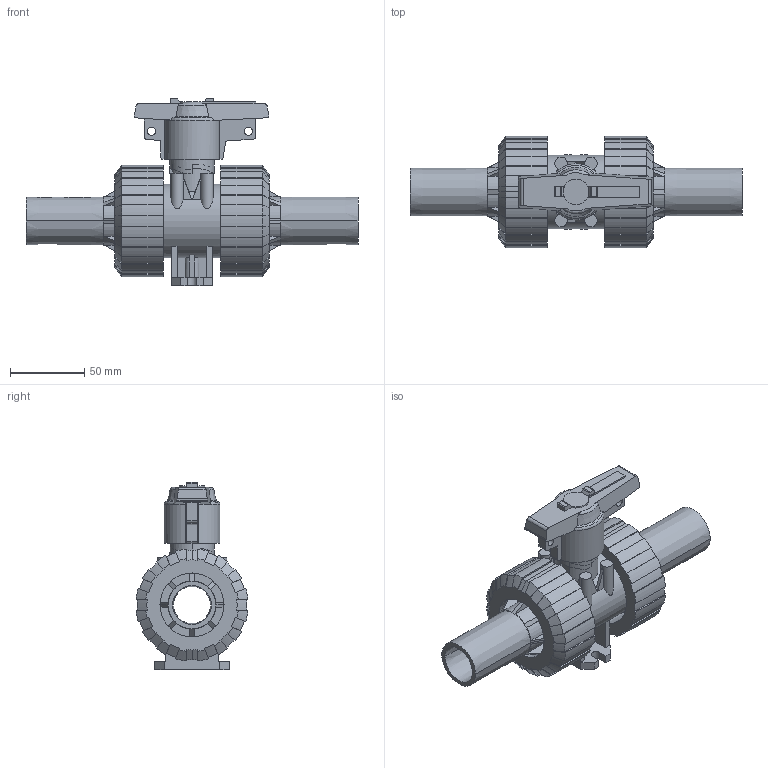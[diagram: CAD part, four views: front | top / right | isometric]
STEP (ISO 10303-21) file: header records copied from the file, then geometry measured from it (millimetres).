
FILE_DESCRIPTION(('STEP AP214'),'1');
FILE_NAME('cctmp_DC8AC117-E612-45FF-ABEB-1BE27E056C2B_2021_10_21_08_16_23_0663..stp','2021-10-21T06:16:24',('Praher Valves GmbH'),('CADClick - www.CADClick.com'),'Spatial InterOp 3D',' ','unknown authorization');
FILE_SCHEMA(('AUTOMOTIVE_DESIGN'));
Length unit declared in the file: millimetre
Products named in the file (7): cc_unnamed; 210549_5; 210549_4; 210549_3; 210549_2; 210549_1; 210549
Assembly tree (6 placements, depth 2):
  cc_unnamed
    210549_5
    210549_4
    210549_3
    210549_2
    210549_1
    210549
Bounding box: 223 x 75.17 x 125.93 mm (x, y, z)
Volume: 383810.9 mm3; surface area: 119711.9 mm2
Topology: 6 solids, 6 shells, 518 faces, 1482 edges, 982 vertices
Faces by surface type: plane 250, cylinder 142, cone 120, torus 6
Entity records: 22075 total; most frequent: CARTESIAN_POINT 4338, ORIENTED_EDGE 2964, DIRECTION 2770, EDGE_CURVE 1482, AXIS2_PLACEMENT_3D 1021, VERTEX_POINT 982, LINE 728, VECTOR 728
